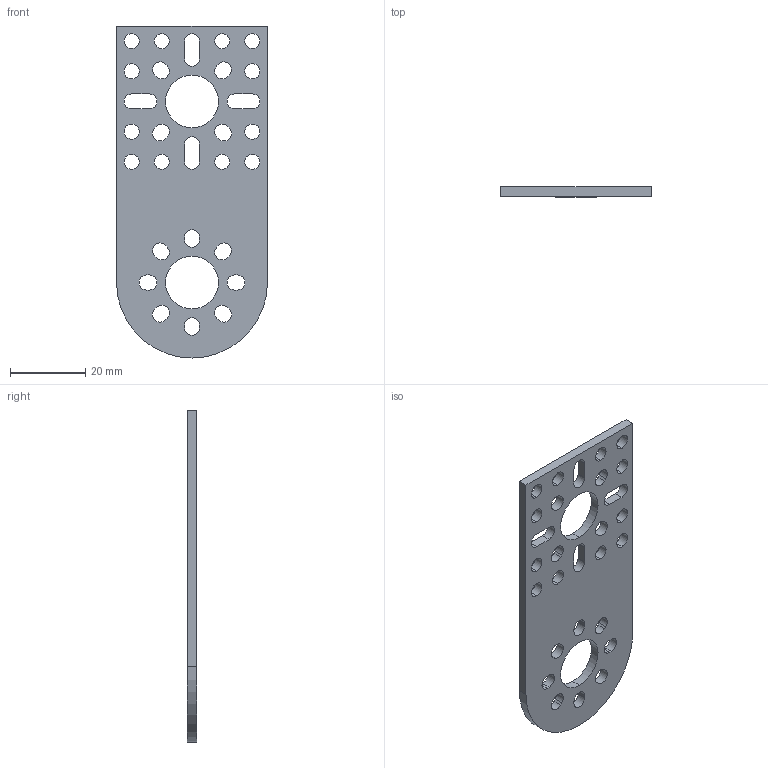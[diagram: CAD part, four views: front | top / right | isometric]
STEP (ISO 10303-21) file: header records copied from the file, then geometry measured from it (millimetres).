
FILE_DESCRIPTION(('Open CASCADE Model'),'2;1');
FILE_NAME('Open CASCADE Shape Model','2023-08-02T22:12:53',('Author'),( 'Open CASCADE'),'Open CASCADE STEP processor 7.7','Open CASCADE 7.7' ,'Unknown');
FILE_SCHEMA(('AUTOMOTIVE_DESIGN { 1 0 10303 214 1 1 1 1 }'));
Length unit declared in the file: millimetre
Products named in the file (1): Open CASCADE STEP translator 7.7 1
Bounding box: 40 x 2.5 x 88 mm (x, y, z)
Volume: 6451.7 mm3; surface area: 6992.9 mm2
Topology: 1 solids, 1 shells, 110 faces, 324 edges, 216 vertices
Faces by surface type: cylinder 73, plane 37
Entity records: 3864 total; most frequent: DIRECTION 692, CARTESIAN_POINT 651, ORIENTED_EDGE 648, EDGE_CURVE 324, AXIS2_PLACEMENT_3D 257, VERTEX_POINT 216, LINE 178, VECTOR 178
